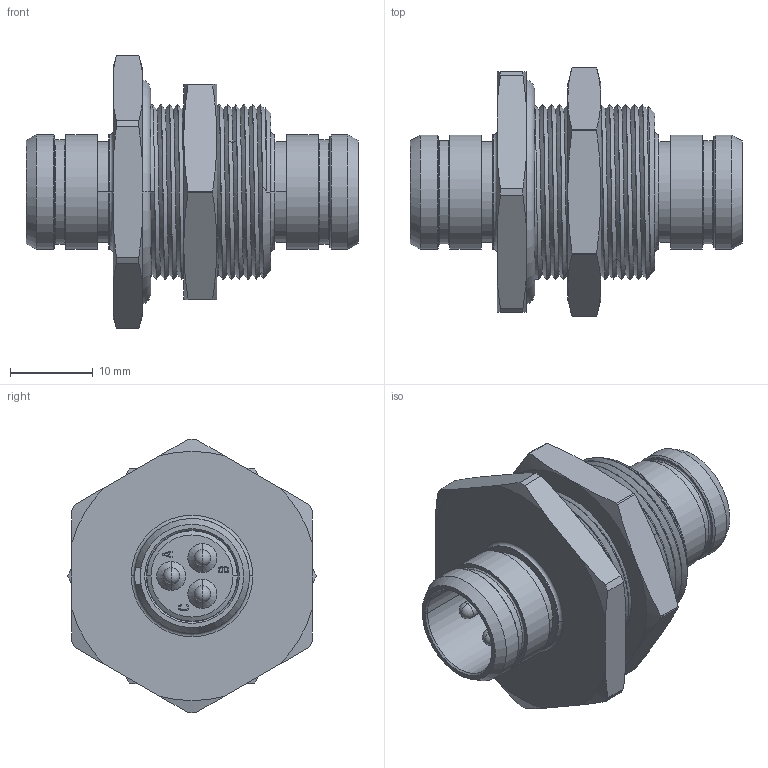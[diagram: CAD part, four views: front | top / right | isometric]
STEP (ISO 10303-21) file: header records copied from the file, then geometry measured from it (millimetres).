
FILE_DESCRIPTION((''),'2;1');
FILE_NAME('1332EE103FM','2021-12-27T09:32:09',('cgregory'),('NET AG system integration'),'CREO PARAMETRIC BY PTC INC, 2019292','CREO PARAMETRIC BY PTC INC, 2019292','');
FILE_SCHEMA(('AUTOMOTIVE_DESIGN { 1 0 10303 214 1 1 1 1 }'));
Length unit declared in the file: millimetre
Products named in the file (1): 1332EE103FM
Bounding box: 40 x 29.9 x 33 mm (x, y, z)
Volume: 10479.6 mm3; surface area: 7694.3 mm2
Topology: 2 solids, 4 shells, 422 faces, 1117 edges, 714 vertices
Faces by surface type: plane 204, cylinder 88, cone 58, torus 50, bspline 16, sphere 6
Entity records: 21383 total; most frequent: CARTESIAN_POINT 8509, ORIENTED_EDGE 2210, DIRECTION 2100, EDGE_CURVE 1105, AXIS2_PLACEMENT_3D 763, VERTEX_POINT 714, VECTOR 571, LINE 571
